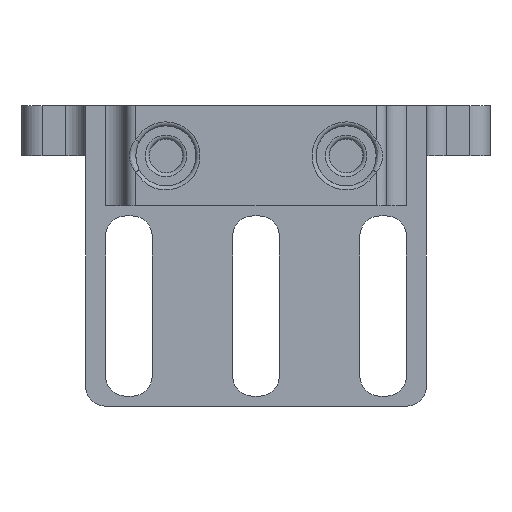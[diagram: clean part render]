
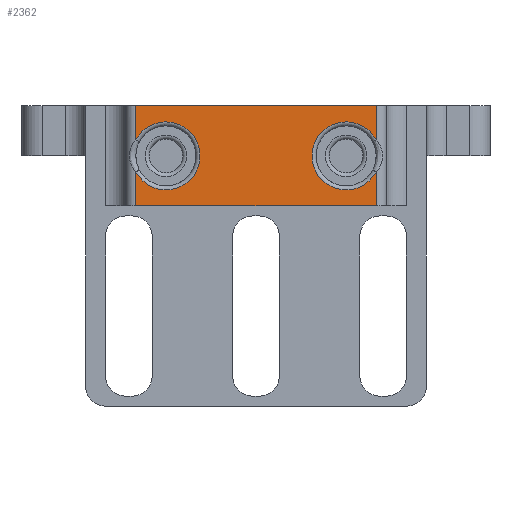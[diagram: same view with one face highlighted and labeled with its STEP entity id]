
A CAD part, front view. The second image highlights one B-rep face of the part: STEP entity #2362.
In plain terms, the highlighted planar face has unit normal (0, -1, 0).
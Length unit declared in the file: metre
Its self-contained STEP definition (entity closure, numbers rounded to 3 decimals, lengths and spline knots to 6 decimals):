
#86=CIRCLE('',#2520,0.0034);
#87=CIRCLE('',#2521,0.0034);
#212=ORIENTED_EDGE('',*,*,#920,.T.);
#213=ORIENTED_EDGE('',*,*,#921,.T.);
#214=ORIENTED_EDGE('',*,*,#922,.T.);
#215=ORIENTED_EDGE('',*,*,#923,.F.);
#216=ORIENTED_EDGE('',*,*,#924,.T.);
#217=ORIENTED_EDGE('',*,*,#925,.T.);
#218=ORIENTED_EDGE('',*,*,#926,.T.);
#219=ORIENTED_EDGE('',*,*,#927,.T.);
#920=EDGE_CURVE('',#1274,#1275,#1514,.F.);
#921=EDGE_CURVE('',#1275,#1276,#86,.T.);
#922=EDGE_CURVE('',#1276,#1277,#1515,.F.);
#923=EDGE_CURVE('',#1278,#1277,#1516,.T.);
#924=EDGE_CURVE('',#1278,#1279,#1517,.T.);
#925=EDGE_CURVE('',#1279,#1280,#87,.T.);
#926=EDGE_CURVE('',#1280,#1281,#1518,.T.);
#927=EDGE_CURVE('',#1281,#1274,#1519,.T.);
#1274=VERTEX_POINT('',#3519);
#1275=VERTEX_POINT('',#3520);
#1276=VERTEX_POINT('',#3522);
#1277=VERTEX_POINT('',#3524);
#1278=VERTEX_POINT('',#3526);
#1279=VERTEX_POINT('',#3528);
#1280=VERTEX_POINT('',#3530);
#1281=VERTEX_POINT('',#3532);
#1514=LINE('',#3518,#1738);
#1515=LINE('',#3523,#1739);
#1516=LINE('',#3525,#1740);
#1517=LINE('',#3527,#1741);
#1518=LINE('',#3531,#1742);
#1519=LINE('',#3533,#1743);
#1738=VECTOR('',#2780,1.);
#1739=VECTOR('',#2783,1.);
#1740=VECTOR('',#2784,1.);
#1741=VECTOR('',#2785,1.);
#1742=VECTOR('',#2788,1.);
#1743=VECTOR('',#2789,1.);
#1962=EDGE_LOOP('',(#212,#213,#214,#215,#216,#217,#218,#219));
#2130=FACE_BOUND('',#1962,.T.);
#2298=PLANE('',#2519);
#2362=ADVANCED_FACE('',(#2130),#2298,.F.);
#2519=AXIS2_PLACEMENT_3D('',#3517,#2778,#2779);
#2520=AXIS2_PLACEMENT_3D('',#3521,#2781,#2782);
#2521=AXIS2_PLACEMENT_3D('',#3529,#2786,#2787);
#2778=DIRECTION('',(0.,1.,0.));
#2779=DIRECTION('',(0.,0.,1.));
#2780=DIRECTION('',(0.,0.,-1.));
#2781=DIRECTION('',(0.,1.,0.));
#2782=DIRECTION('',(0.,0.,1.));
#2783=DIRECTION('',(0.,0.,-1.));
#2784=DIRECTION('',(1.,0.,0.));
#2785=DIRECTION('',(0.,0.,-1.));
#2786=DIRECTION('',(0.,1.,0.));
#2787=DIRECTION('',(0.,0.,1.));
#2788=DIRECTION('',(0.,0.,-1.));
#2789=DIRECTION('',(1.,0.,0.));
#3517=CARTESIAN_POINT('',(0.,-0.007,0.010002));
#3518=CARTESIAN_POINT('',(0.012,-0.007,0.010002));
#3519=CARTESIAN_POINT('',(0.012,-0.007,0.));
#3520=CARTESIAN_POINT('',(0.012,-0.007,0.0034));
#3521=CARTESIAN_POINT('',(0.009,-0.007,0.005));
#3522=CARTESIAN_POINT('',(0.012,-0.007,0.0066));
#3523=CARTESIAN_POINT('',(0.012,-0.007,0.010002));
#3524=CARTESIAN_POINT('',(0.012,-0.007,0.01));
#3525=CARTESIAN_POINT('',(0.,-0.007,0.01));
#3526=CARTESIAN_POINT('',(-0.012,-0.007,0.01));
#3527=CARTESIAN_POINT('',(-0.012,-0.007,0.));
#3528=CARTESIAN_POINT('',(-0.012,-0.007,0.0066));
#3529=CARTESIAN_POINT('',(-0.009,-0.007,0.005));
#3530=CARTESIAN_POINT('',(-0.012,-0.007,0.0034));
#3531=CARTESIAN_POINT('',(-0.012,-0.007,0.));
#3532=CARTESIAN_POINT('',(-0.012,-0.007,0.));
#3533=CARTESIAN_POINT('',(0.,-0.007,0.));
